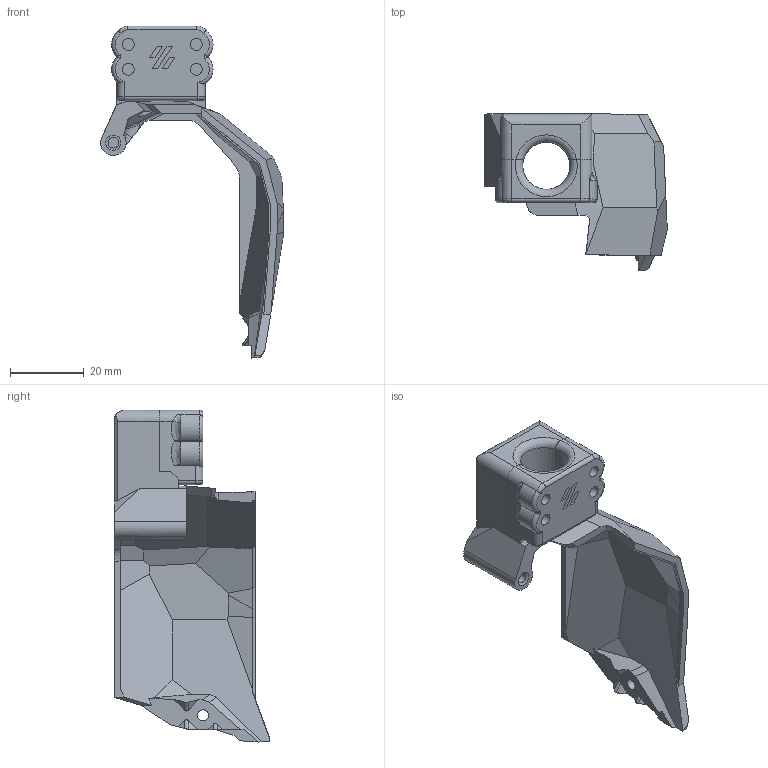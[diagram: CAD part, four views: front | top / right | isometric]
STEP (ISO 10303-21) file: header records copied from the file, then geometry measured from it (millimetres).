
FILE_DESCRIPTION(/* description */ (''),/* implementation_level */ '2;1');
FILE_NAME(/* name */ 'SB_Umbilical v2.step',/* time_stamp */ '2022-08-03T13:41:33-05:00',/* author */ (''),/* organization */ (''),/* preprocessor_version */ 'ST-DEVELOPER v19',/* originating_system */ 'Autodesk Translation Framework v11.7.0.108',/* authorisation */ '');
FILE_SCHEMA (('AUTOMOTIVE_DESIGN { 1 0 10303 214 3 1 1 }'));
Length unit declared in the file: millimetre
Products named in the file (4): SB_Umbilical; cable_cover; Cover clamp; M3x10 SHCS (5) (1)
Assembly tree (3 placements, depth 3):
  SB_Umbilical
    cable_cover
    Cover clamp
      M3x10 SHCS (5) (1)
Bounding box: 49.46 x 42.2 x 89.94 mm (x, y, z)
Volume: 18185.9 mm3; surface area: 12688.3 mm2
Topology: 2 solids, 2 shells, 204 faces, 580 edges, 381 vertices
Faces by surface type: plane 141, cylinder 43, bspline 10, torus 9, cone 1
Full cylindrical faces by diameter (mm): 2.9 x1, 3 x1, 3.2 x4, 4.7 x4, 12.75 x1
Entity records: 7656 total; most frequent: CARTESIAN_POINT 2237, ORIENTED_EDGE 1150, DIRECTION 1050, EDGE_CURVE 575, LINE 420, VECTOR 420, VERTEX_POINT 381, AXIS2_PLACEMENT_3D 315
